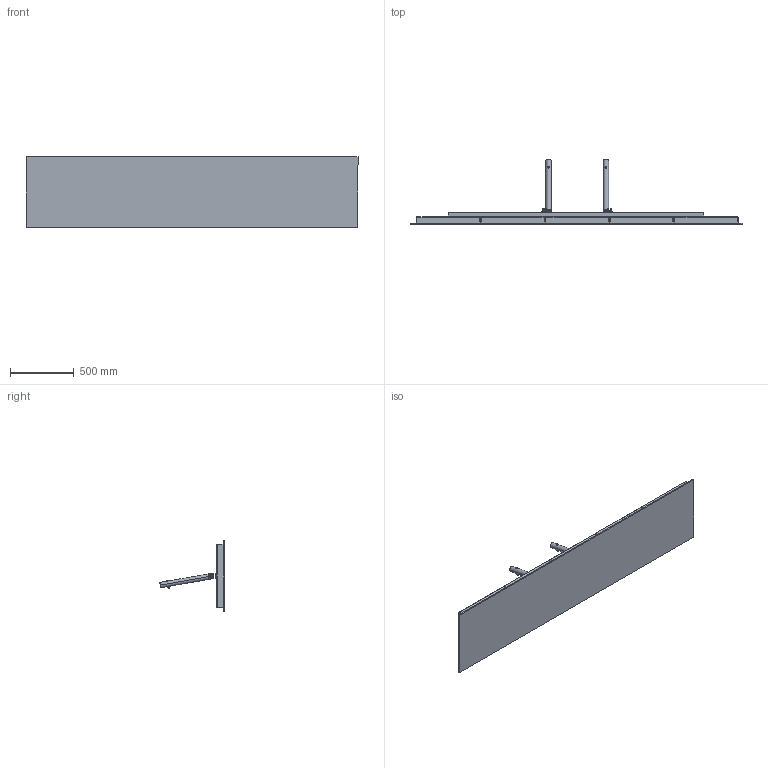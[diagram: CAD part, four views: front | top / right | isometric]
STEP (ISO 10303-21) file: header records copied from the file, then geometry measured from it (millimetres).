
FILE_DESCRIPTION (( 'STEP AP203' ), '1' );
FILE_NAME ('0529246000.STEP', '2026-02-18T13:39:48', ( '' ), ( '' ), 'SwSTEP 2.0', 'SolidWorks 2022', '' );
FILE_SCHEMA (( 'CONFIG_CONTROL_DESIGN' ));
Length unit declared in the file: millimetre
Products named in the file (1): 0529246000
Bounding box: 2600 x 505.02 x 550 mm (x, y, z)
Volume: 125266342.9 mm3; surface area: 8927701 mm2
Topology: 39 solids, 39 shells, 818 faces, 2025 edges, 1300 vertices
Faces by surface type: plane 420, cylinder 232, cone 130, torus 18, sphere 18
Entity records: 24944 total; most frequent: CARTESIAN_POINT 4932, DIRECTION 4249, ORIENTED_EDGE 4050, EDGE_CURVE 2025, AXIS2_PLACEMENT_3D 1553, VERTEX_POINT 1300, LINE 1143, VECTOR 1143
